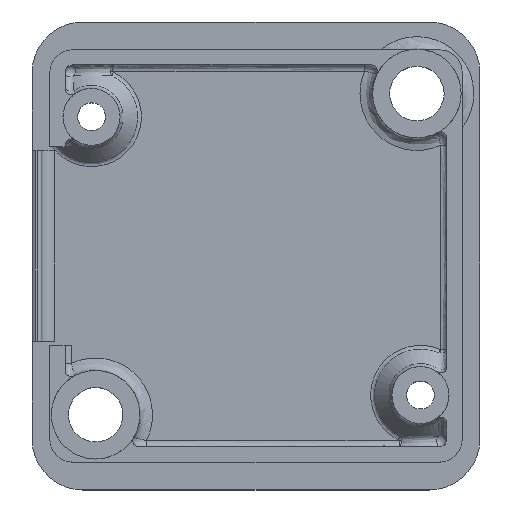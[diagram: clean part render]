
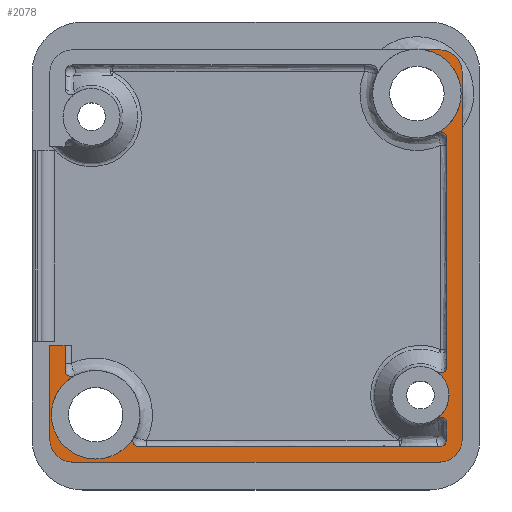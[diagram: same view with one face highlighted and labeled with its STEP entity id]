
A CAD part, top view. The second image highlights one B-rep face of the part: STEP entity #2078.
In plain terms, the highlighted free-form (B-spline) face has degree [1, 1] with [2, 2] control points.
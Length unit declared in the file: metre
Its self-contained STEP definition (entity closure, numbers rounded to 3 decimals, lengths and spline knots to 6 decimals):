
#23=B_SPLINE_CURVE_WITH_KNOTS('',3,(#3322,#3323,#3324,#3325,#3326),
 .UNSPECIFIED.,.F.,.F.,(4,1,4),(0.,0.00055,
0.0011),.UNSPECIFIED.);
#26=B_SPLINE_CURVE_WITH_KNOTS('',3,(#3366,#3367,#3368,#3369,#3370),
 .UNSPECIFIED.,.F.,.F.,(4,1,4),(0.,0.00055,0.0011),
 .UNSPECIFIED.);
#95=B_SPLINE_SURFACE_WITH_KNOTS('',1,1,((#4476,#4477),(#4478,#4479)),
 .PLANE_SURF.,.F.,.F.,.F.,(2,2),(2,2),(0.,1.),(0.,1.),.UNSPECIFIED.);
#133=CIRCLE('',#2151,0.0005);
#138=CIRCLE('',#2156,0.0005);
#156=CIRCLE('',#2174,0.0005);
#194=CIRCLE('',#2212,0.002262);
#204=CIRCLE('',#2222,0.0006);
#206=CIRCLE('',#2224,0.0018);
#208=CIRCLE('',#2226,0.0018);
#209=CIRCLE('',#2227,0.0018);
#210=CIRCLE('',#2228,0.002262);
#211=CIRCLE('',#2229,0.0035);
#212=CIRCLE('',#2230,0.0035);
#213=CIRCLE('',#2231,0.0035);
#214=CIRCLE('',#2232,0.0035);
#611=ORIENTED_EDGE('',*,*,#1121,.F.);
#612=ORIENTED_EDGE('',*,*,#978,.T.);
#613=ORIENTED_EDGE('',*,*,#1123,.T.);
#614=ORIENTED_EDGE('',*,*,#1066,.T.);
#615=ORIENTED_EDGE('',*,*,#973,.T.);
#616=ORIENTED_EDGE('',*,*,#1122,.F.);
#617=ORIENTED_EDGE('',*,*,#1095,.F.);
#618=ORIENTED_EDGE('',*,*,#1117,.F.);
#619=ORIENTED_EDGE('',*,*,#951,.F.);
#620=ORIENTED_EDGE('',*,*,#1124,.F.);
#621=ORIENTED_EDGE('',*,*,#1125,.F.);
#622=ORIENTED_EDGE('',*,*,#939,.F.);
#623=ORIENTED_EDGE('',*,*,#1118,.T.);
#624=ORIENTED_EDGE('',*,*,#1098,.T.);
#625=ORIENTED_EDGE('',*,*,#1102,.F.);
#626=ORIENTED_EDGE('',*,*,#1105,.T.);
#627=ORIENTED_EDGE('',*,*,#1108,.T.);
#628=ORIENTED_EDGE('',*,*,#1111,.T.);
#629=ORIENTED_EDGE('',*,*,#1114,.T.);
#630=ORIENTED_EDGE('',*,*,#1116,.T.);
#631=ORIENTED_EDGE('',*,*,#1120,.F.);
#632=ORIENTED_EDGE('',*,*,#1126,.F.);
#633=ORIENTED_EDGE('',*,*,#1127,.F.);
#634=ORIENTED_EDGE('',*,*,#994,.F.);
#939=EDGE_CURVE('',#1249,#1250,#133,.T.);
#951=EDGE_CURVE('',#1259,#1256,#138,.T.);
#973=EDGE_CURVE('',#1274,#1275,#23,.T.);
#978=EDGE_CURVE('',#1279,#1278,#26,.T.);
#994=EDGE_CURVE('',#1289,#1290,#156,.T.);
#1066=EDGE_CURVE('',#1343,#1274,#194,.T.);
#1095=EDGE_CURVE('',#1356,#1355,#204,.T.);
#1098=EDGE_CURVE('',#1359,#1358,#1473,.T.);
#1102=EDGE_CURVE('',#1361,#1358,#1477,.T.);
#1105=EDGE_CURVE('',#1361,#1363,#206,.T.);
#1108=EDGE_CURVE('',#1363,#1365,#1481,.T.);
#1111=EDGE_CURVE('',#1365,#1367,#208,.T.);
#1114=EDGE_CURVE('',#1367,#1368,#1485,.T.);
#1116=EDGE_CURVE('',#1368,#1369,#209,.T.);
#1117=EDGE_CURVE('',#1256,#1356,#1487,.T.);
#1118=EDGE_CURVE('',#1249,#1359,#1488,.T.);
#1120=EDGE_CURVE('',#1370,#1369,#1490,.T.);
#1121=EDGE_CURVE('',#1279,#1289,#1491,.T.);
#1122=EDGE_CURVE('',#1355,#1275,#1492,.T.);
#1123=EDGE_CURVE('',#1278,#1343,#210,.T.);
#1124=EDGE_CURVE('',#1371,#1259,#211,.T.);
#1125=EDGE_CURVE('',#1250,#1371,#212,.T.);
#1126=EDGE_CURVE('',#1372,#1370,#213,.T.);
#1127=EDGE_CURVE('',#1290,#1372,#214,.T.);
#1249=VERTEX_POINT('',#2879);
#1250=VERTEX_POINT('',#2881);
#1256=VERTEX_POINT('',#2970);
#1259=VERTEX_POINT('',#2976);
#1274=VERTEX_POINT('',#3327);
#1275=VERTEX_POINT('',#3328);
#1278=VERTEX_POINT('',#3365);
#1279=VERTEX_POINT('',#3371);
#1289=VERTEX_POINT('',#3539);
#1290=VERTEX_POINT('',#3540);
#1343=VERTEX_POINT('',#4249);
#1355=VERTEX_POINT('',#4371);
#1356=VERTEX_POINT('',#4373);
#1358=VERTEX_POINT('',#4382);
#1359=VERTEX_POINT('',#4384);
#1361=VERTEX_POINT('',#4393);
#1363=VERTEX_POINT('',#4406);
#1365=VERTEX_POINT('',#4415);
#1367=VERTEX_POINT('',#4428);
#1368=VERTEX_POINT('',#4436);
#1369=VERTEX_POINT('',#4447);
#1370=VERTEX_POINT('',#4464);
#1371=VERTEX_POINT('',#4482);
#1372=VERTEX_POINT('',#4485);
#1473=LINE('',#4383,#1600);
#1477=LINE('',#4394,#1604);
#1481=LINE('',#4416,#1608);
#1485=LINE('',#4437,#1612);
#1487=LINE('',#4453,#1614);
#1488=LINE('',#4458,#1615);
#1490=LINE('',#4465,#1617);
#1491=LINE('',#4470,#1618);
#1492=LINE('',#4475,#1619);
#1600=VECTOR('',#2525,1.);
#1604=VECTOR('',#2529,1.);
#1608=VECTOR('',#2537,1.);
#1612=VECTOR('',#2545,1.);
#1614=VECTOR('',#2549,1.);
#1615=VECTOR('',#2550,1.);
#1617=VECTOR('',#2552,1.);
#1618=VECTOR('',#2553,1.);
#1619=VECTOR('',#2554,1.);
#1737=EDGE_LOOP('',(#611,#612,#613,#614,#615,#616,#617,#618,#619,#620,#621,
#622,#623,#624,#625,#626,#627,#628,#629,#630,#631,#632,#633,#634));
#1871=FACE_BOUND('',#1737,.T.);
#2078=ADVANCED_FACE('',(#1871),#95,.T.);
#2151=AXIS2_PLACEMENT_3D('',#2880,#2344,#2345);
#2156=AXIS2_PLACEMENT_3D('',#2977,#2359,#2360);
#2174=AXIS2_PLACEMENT_3D('',#3538,#2399,#2400);
#2212=AXIS2_PLACEMENT_3D('',#4248,#2483,#2484);
#2222=AXIS2_PLACEMENT_3D('',#4374,#2521,#2522);
#2224=AXIS2_PLACEMENT_3D('',#4407,#2533,#2534);
#2226=AXIS2_PLACEMENT_3D('',#4429,#2541,#2542);
#2227=AXIS2_PLACEMENT_3D('',#4448,#2547,#2548);
#2228=AXIS2_PLACEMENT_3D('',#4480,#2555,#2556);
#2229=AXIS2_PLACEMENT_3D('',#4481,#2557,#2558);
#2230=AXIS2_PLACEMENT_3D('',#4483,#2559,#2560);
#2231=AXIS2_PLACEMENT_3D('',#4484,#2561,#2562);
#2232=AXIS2_PLACEMENT_3D('',#4486,#2563,#2564);
#2344=DIRECTION('',(0.,0.,1.));
#2345=DIRECTION('',(1.,0.,0.));
#2359=DIRECTION('',(0.,0.,1.));
#2360=DIRECTION('',(1.,0.,0.));
#2399=DIRECTION('',(0.,0.,1.));
#2400=DIRECTION('',(1.,0.,0.));
#2483=DIRECTION('',(0.,0.,-1.));
#2484=DIRECTION('',(-1.,0.,0.));
#2521=DIRECTION('',(0.,0.,1.));
#2522=DIRECTION('',(1.,0.,0.));
#2525=DIRECTION('',(-1.,0.,0.));
#2529=DIRECTION('',(0.,1.,0.));
#2533=DIRECTION('',(0.,0.,1.));
#2534=DIRECTION('',(1.,0.,0.));
#2537=DIRECTION('',(1.,0.,0.));
#2541=DIRECTION('',(0.,0.,1.));
#2542=DIRECTION('',(1.,0.,0.));
#2545=DIRECTION('',(0.,1.,0.));
#2547=DIRECTION('',(0.,0.,1.));
#2548=DIRECTION('',(1.,0.,0.));
#2549=DIRECTION('',(1.,0.,0.));
#2550=DIRECTION('',(0.,1.,0.));
#2552=DIRECTION('',(1.,0.,0.));
#2553=DIRECTION('',(0.,1.,0.));
#2554=DIRECTION('',(0.,1.,0.));
#2555=DIRECTION('',(0.,0.,-1.));
#2556=DIRECTION('',(-1.,0.,0.));
#2557=DIRECTION('',(0.,0.,1.));
#2558=DIRECTION('',(1.,0.,0.));
#2559=DIRECTION('',(0.,0.,1.));
#2560=DIRECTION('',(1.,0.,0.));
#2561=DIRECTION('',(0.,0.,1.));
#2562=DIRECTION('',(1.,0.,0.));
#2563=DIRECTION('',(0.,0.,1.));
#2564=DIRECTION('',(1.,0.,0.));
#2879=CARTESIAN_POINT('',(-0.0151,-0.00905,-0.001));
#2880=CARTESIAN_POINT('',(-0.0146,-0.00905,-0.001));
#2881=CARTESIAN_POINT('',(-0.01436,-0.009489,-0.001));
#2970=CARTESIAN_POINT('',(-0.009239,-0.0151,-0.001));
#2976=CARTESIAN_POINT('',(-0.009669,-0.014345,-0.001));
#2977=CARTESIAN_POINT('',(-0.009239,-0.0146,-0.001));
#3322=CARTESIAN_POINT('',(0.014313,-0.012841,-0.001));
#3323=CARTESIAN_POINT('',(0.014464,-0.012733,-0.001));
#3324=CARTESIAN_POINT('',(0.01489,-0.012713,-0.001));
#3325=CARTESIAN_POINT('',(0.0151,-0.01308,-0.001));
#3326=CARTESIAN_POINT('',(0.0151,-0.013266,-0.001));
#3327=CARTESIAN_POINT('',(0.014313,-0.012841,-0.001));
#3328=CARTESIAN_POINT('',(0.0151,-0.013266,-0.001));
#3365=CARTESIAN_POINT('',(0.014313,-0.009159,-0.001));
#3366=CARTESIAN_POINT('',(0.0151,-0.008734,-0.001));
#3367=CARTESIAN_POINT('',(0.0151,-0.00892,-0.001));
#3368=CARTESIAN_POINT('',(0.014892,-0.009287,-0.001));
#3369=CARTESIAN_POINT('',(0.014464,-0.009267,-0.001));
#3370=CARTESIAN_POINT('',(0.014313,-0.009159,-0.001));
#3371=CARTESIAN_POINT('',(0.0151,-0.008734,-0.001));
#3538=CARTESIAN_POINT('',(0.0146,0.00931,-0.001));
#3539=CARTESIAN_POINT('',(0.0151,0.00931,-0.001));
#3540=CARTESIAN_POINT('',(0.014365,0.009751,-0.001));
#4248=CARTESIAN_POINT('',(0.013,-0.011,-0.001));
#4249=CARTESIAN_POINT('',(0.015262,-0.011,-0.001));
#4371=CARTESIAN_POINT('',(0.0151,-0.0145,-0.001));
#4373=CARTESIAN_POINT('',(0.0145,-0.0151,-0.001));
#4374=CARTESIAN_POINT('',(0.0145,-0.0145,-0.001));
#4382=CARTESIAN_POINT('',(-0.0163,-0.007053,-0.001));
#4383=CARTESIAN_POINT('',(-0.0157,-0.007053,-0.001));
#4384=CARTESIAN_POINT('',(-0.0151,-0.007053,-0.001));
#4393=CARTESIAN_POINT('',(-0.0163,-0.0145,-0.001));
#4394=CARTESIAN_POINT('',(-0.0163,-0.010777,-0.001));
#4406=CARTESIAN_POINT('',(-0.0145,-0.0163,-0.001));
#4407=CARTESIAN_POINT('',(-0.0145,-0.0145,-0.001));
#4415=CARTESIAN_POINT('',(0.0145,-0.0163,-0.001));
#4416=CARTESIAN_POINT('',(0.,-0.0163,-0.001));
#4428=CARTESIAN_POINT('',(0.0163,-0.0145,-0.001));
#4429=CARTESIAN_POINT('',(0.0145,-0.0145,-0.001));
#4436=CARTESIAN_POINT('',(0.0163,0.0145,-0.001));
#4437=CARTESIAN_POINT('',(0.0163,-0.008085,-0.001));
#4447=CARTESIAN_POINT('',(0.0145,0.0163,-0.001));
#4448=CARTESIAN_POINT('',(0.0145,0.0145,-0.001));
#4453=CARTESIAN_POINT('',(0.,-0.0151,-0.001));
#4458=CARTESIAN_POINT('',(-0.0151,-0.010777,-0.001));
#4464=CARTESIAN_POINT('',(0.013255,0.0163,-0.001));
#4465=CARTESIAN_POINT('',(0.,0.0163,-0.001));
#4470=CARTESIAN_POINT('',(0.0151,0.011385,-0.001));
#4475=CARTESIAN_POINT('',(0.0151,0.011385,-0.001));
#4476=CARTESIAN_POINT('',(-0.0163,-0.0163,-0.001));
#4477=CARTESIAN_POINT('',(-0.0163,0.0163,-0.001));
#4478=CARTESIAN_POINT('',(0.0163,-0.0163,-0.001));
#4479=CARTESIAN_POINT('',(0.0163,0.0163,-0.001));
#4480=CARTESIAN_POINT('',(0.013,-0.011,-0.001));
#4481=CARTESIAN_POINT('',(-0.012679,-0.012559,-0.001));
#4482=CARTESIAN_POINT('',(-0.016179,-0.012559,-0.001));
#4483=CARTESIAN_POINT('',(-0.012679,-0.012559,-0.001));
#4484=CARTESIAN_POINT('',(0.012721,0.012841,-0.001));
#4485=CARTESIAN_POINT('',(0.016221,0.012841,-0.001));
#4486=CARTESIAN_POINT('',(0.012721,0.012841,-0.001));
